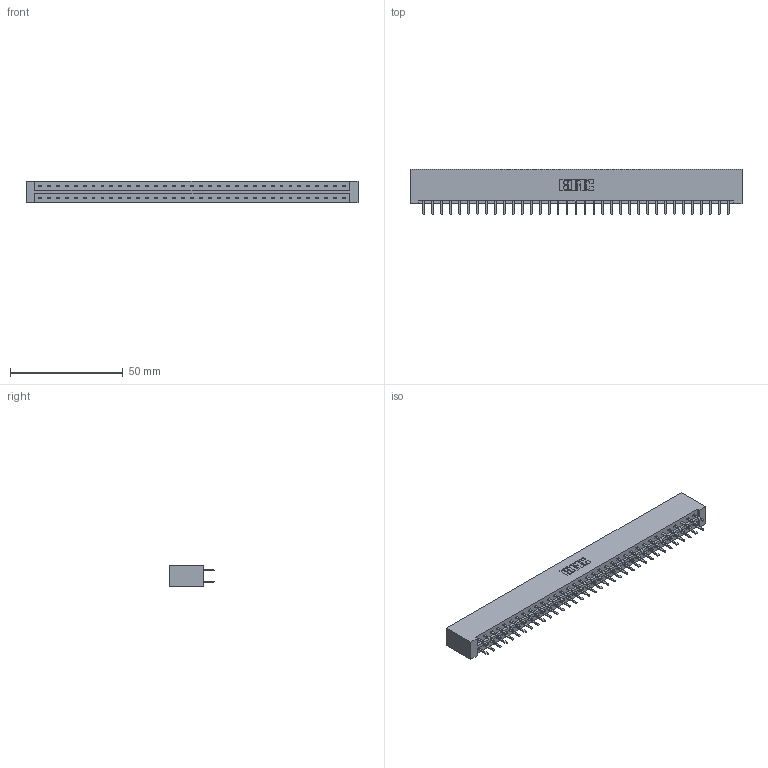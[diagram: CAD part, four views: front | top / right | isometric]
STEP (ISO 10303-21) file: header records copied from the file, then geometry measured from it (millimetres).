
FILE_DESCRIPTION (( 'STEP AP203' ), '1' );
FILE_NAME ('333-070-520-201.STEP', '2018-08-04T14:09:26', ( '' ), ( '' ), 'SwSTEP 2.0', 'SolidWorks 2016', '' );
FILE_SCHEMA (( 'CONFIG_CONTROL_DESIGN' ));
Length unit declared in the file: inch
Products named in the file (3): 333 Part_Lugless; 345-292-001_345-293-120; 333-070-520-201
Assembly tree (71 placements, depth 2):
  333-070-520-201
    333 Part_Lugless
    345-292-001_345-293-120  x70
Bounding box: 146.94 x 20.02 x 9.4 mm (x, y, z)
Volume: 15537.6 mm3; surface area: 18237 mm2
Topology: 71 solids, 71 shells, 4026 faces, 11697 edges, 7610 vertices
Faces by surface type: plane 2726, cylinder 1300
Entity records: 23259 total; most frequent: CARTESIAN_POINT 3874, ORIENTED_EDGE 3798, DIRECTION 3303, EDGE_CURVE 1899, LINE 1775, VECTOR 1775, VERTEX_POINT 1262, AXIS2_PLACEMENT_3D 764
